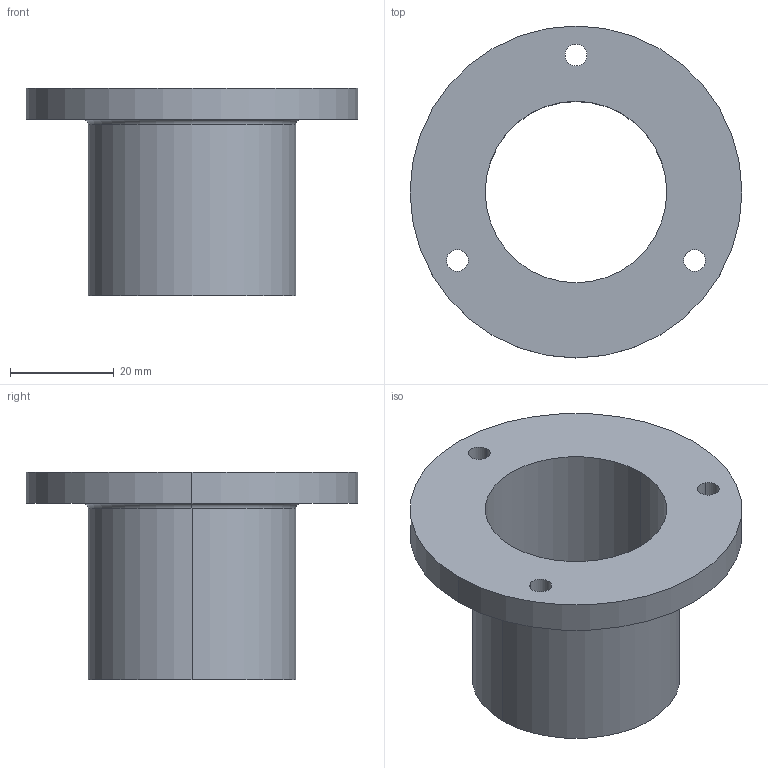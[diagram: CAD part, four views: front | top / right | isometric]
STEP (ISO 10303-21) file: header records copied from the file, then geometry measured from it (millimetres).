
FILE_DESCRIPTION (( 'STEP AP214' ), '1' );
FILE_NAME ('2x_PowderInletStraightTube_v2_metal.STEP', '2023-04-25T08:42:52', ( '' ), ( '' ), 'SwSTEP 2.0', 'SolidWorks 2022', '' );
FILE_SCHEMA (( 'AUTOMOTIVE_DESIGN' ));
Length unit declared in the file: millimetre
Products named in the file (1): 2x_PowderInletStraightTube_v2_metal
Bounding box: 64 x 64 x 40 mm (x, y, z)
Volume: 23265 mm3; surface area: 14424.7 mm2
Topology: 1 solids, 1 shells, 19 faces, 44 edges, 28 vertices
Faces by surface type: cylinder 12, plane 3, torus 2, cone 2
Entity records: 672 total; most frequent: DIRECTION 114, CARTESIAN_POINT 92, ORIENTED_EDGE 88, AXIS2_PLACEMENT_3D 50, EDGE_CURVE 44, CIRCLE 30, EDGE_LOOP 28, VERTEX_POINT 28
